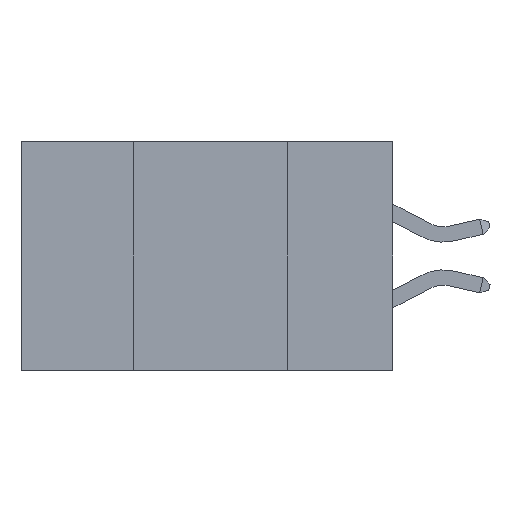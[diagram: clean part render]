
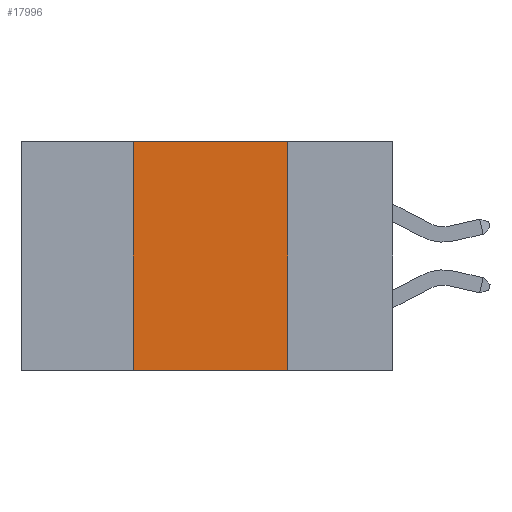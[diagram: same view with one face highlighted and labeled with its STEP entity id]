
A CAD part, left-side view. The second image highlights one B-rep face of the part: STEP entity #17996.
In plain terms, the highlighted planar face has unit normal (-1, 0, 0).
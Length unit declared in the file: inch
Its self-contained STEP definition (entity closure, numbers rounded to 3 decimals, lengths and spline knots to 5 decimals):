
#122 = DIRECTION ( 'NONE',  ( 0., -1., 0. ) ) ;
#177 = ORIENTED_EDGE ( 'NONE', *, *, #9620, .F. ) ;
#2194 = CARTESIAN_POINT ( 'NONE',  ( 0., 0.6, 0. ) ) ;
#2387 = CARTESIAN_POINT ( 'NONE',  ( 0., 0.17, 0. ) ) ;
#4182 = ORIENTED_EDGE ( 'NONE', *, *, #10038, .F. ) ;
#4236 = EDGE_CURVE ( 'NONE', #20532, #8367, #20381, .T. ) ;
#5529 = VECTOR ( 'NONE', #12920, 39.37008 ) ;
#5908 = LINE ( 'NONE', #21866, #9531 ) ;
#7992 = DIRECTION ( 'NONE',  ( 0., -1., 0. ) ) ;
#8367 = VERTEX_POINT ( 'NONE', #24610 ) ;
#9531 = VECTOR ( 'NONE', #7992, 39.37008 ) ;
#9620 = EDGE_CURVE ( 'NONE', #8367, #25124, #16815, .T. ) ;
#10038 = EDGE_CURVE ( 'NONE', #25124, #28848, #29884, .T. ) ;
#10043 = CARTESIAN_POINT ( 'NONE',  ( 0., 0.17, -0.37 ) ) ;
#10562 = FACE_OUTER_BOUND ( 'NONE', #12668, .T. ) ;
#10860 = CARTESIAN_POINT ( 'NONE',  ( 0., 0.42, -0.37 ) ) ;
#11828 = CARTESIAN_POINT ( 'NONE',  ( 0., 0.6, 0. ) ) ;
#12668 = EDGE_LOOP ( 'NONE', ( #4182, #177, #14511, #23315 ) ) ;
#12920 = DIRECTION ( 'NONE',  ( 0., 0., 1. ) ) ;
#13683 = AXIS2_PLACEMENT_3D ( 'NONE', #11828, #23075, #17377 ) ;
#14511 = ORIENTED_EDGE ( 'NONE', *, *, #4236, .F. ) ;
#16815 = LINE ( 'NONE', #2194, #28078 ) ;
#17377 = DIRECTION ( 'NONE',  ( 0., 0., -1. ) ) ;
#17996 = ADVANCED_FACE ( 'NONE', ( #10562 ), #26920, .F. ) ;
#19698 = CARTESIAN_POINT ( 'NONE',  ( 0., 0.17, 0. ) ) ;
#19723 = VECTOR ( 'NONE', #23275, 39.37008 ) ;
#20381 = LINE ( 'NONE', #26815, #5529 ) ;
#20532 = VERTEX_POINT ( 'NONE', #10860 ) ;
#21866 = CARTESIAN_POINT ( 'NONE',  ( 0., 0.6, -0.37 ) ) ;
#23075 = DIRECTION ( 'NONE',  ( 1., 0., 0. ) ) ;
#23275 = DIRECTION ( 'NONE',  ( 0., 0., -1. ) ) ;
#23315 = ORIENTED_EDGE ( 'NONE', *, *, #26344, .T. ) ;
#24610 = CARTESIAN_POINT ( 'NONE',  ( 0., 0.42, 0. ) ) ;
#25124 = VERTEX_POINT ( 'NONE', #19698 ) ;
#26344 = EDGE_CURVE ( 'NONE', #20532, #28848, #5908, .T. ) ;
#26815 = CARTESIAN_POINT ( 'NONE',  ( 0., 0.42, 0. ) ) ;
#26920 = PLANE ( 'NONE',  #13683 ) ;
#28078 = VECTOR ( 'NONE', #122, 39.37008 ) ;
#28848 = VERTEX_POINT ( 'NONE', #10043 ) ;
#29884 = LINE ( 'NONE', #2387, #19723 ) ;
